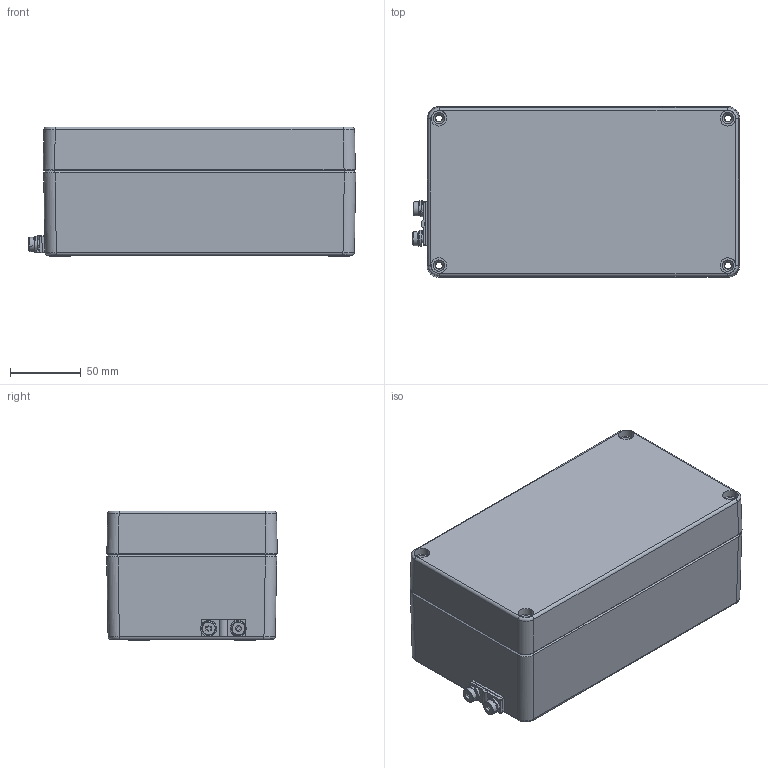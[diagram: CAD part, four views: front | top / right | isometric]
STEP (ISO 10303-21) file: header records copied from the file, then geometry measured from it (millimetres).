
FILE_DESCRIPTION(('FreeCAD Model'),'2;1');
FILE_NAME('GBAEX022012091.step', '2026-03-27T11:51:18',('Author'),(''), 'Open CASCADE STEP processor 7.3','FreeCAD','Unknown');
FILE_SCHEMA(('AUTOMOTIVE_DESIGN { 1 0 10303 214 1 1 1 1 }'));
Length unit declared in the file: millimetre
Products named in the file (4): GBAEX022012091; ALU_BASE_22012091; ALU_LID_22012091; M6_DOUBLE_EARTHING
Assembly tree (3 placements, depth 2):
  GBAEX022012091
    ALU_BASE_22012091
    ALU_LID_22012091
    M6_DOUBLE_EARTHING
Bounding box: 231.11 x 120.47 x 91.65 mm (x, y, z)
Volume: 552264.8 mm3; surface area: 240572.6 mm2
Topology: 11 solids, 11 shells, 2038 faces, 9743 edges, 20828 vertices
Faces by surface type: plane 1413, cylinder 340, bspline 234, cone 51
Entity records: 138894 total; most frequent: CARTESIAN_POINT 57569, DIRECTION 12596, ORIENTED_EDGE 10800, LINE 7308, VECTOR 7308, EDGE_CURVE 5400, GEOMETRIC_CURVE_SET 4336, TRIMMED_CURVE 4332
